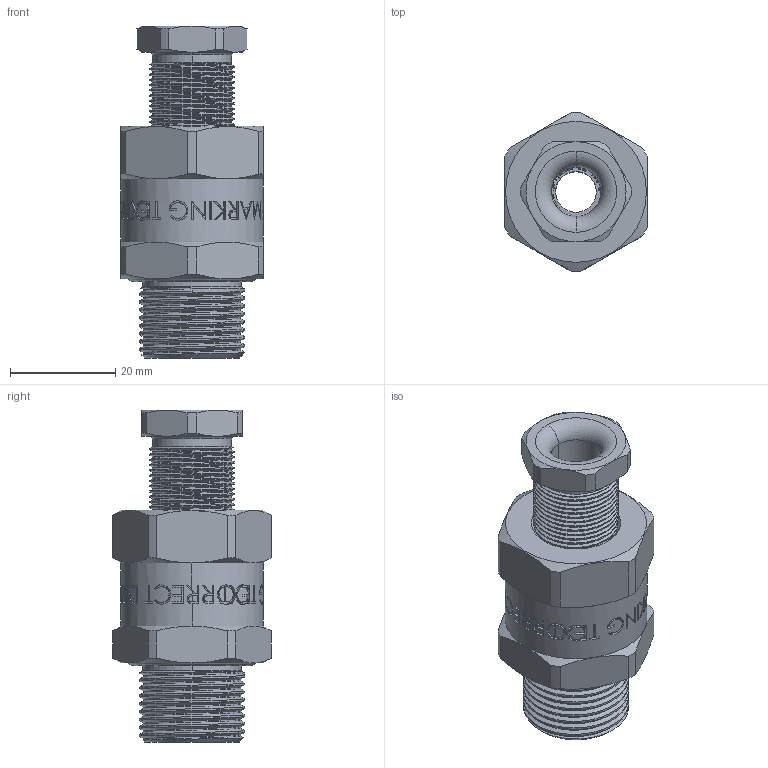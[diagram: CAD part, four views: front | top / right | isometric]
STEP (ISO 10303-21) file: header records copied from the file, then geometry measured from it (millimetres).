
FILE_DESCRIPTION (( 'STEP AP203' ), '1' );
FILE_NAME ('750A110712.STEP', '2022-02-16T11:30:34', ( '' ), ( '' ), 'SwSTEP 2.0', 'SolidWorks 2020', '' );
FILE_SCHEMA (( 'CONFIG_CONTROL_DESIGN' ));
Length unit declared in the file: millimetre
Products named in the file (6): 750A110712; 750A109757; O-Ring for M20_Juks; 750A109779; 750A109732; 750A106978
Assembly tree (5 placements, depth 2):
  750A110712
    750A109779
    750A109757
    750A106978
    750A109732
    O-Ring for M20_Juks
Bounding box: 27 x 30.17 x 63 mm (x, y, z)
Volume: 21747.7 mm3; surface area: 13037.2 mm2
Topology: 5 solids, 5 shells, 971 faces, 2621 edges, 1728 vertices
Faces by surface type: plane 362, bspline 285, cylinder 265, cone 49, torus 10
Entity records: 59609 total; most frequent: CARTESIAN_POINT 37861, ORIENTED_EDGE 5242, DIRECTION 3145, EDGE_CURVE 2621, VERTEX_POINT 1728, LINE 1055, VECTOR 1055, EDGE_LOOP 1049
